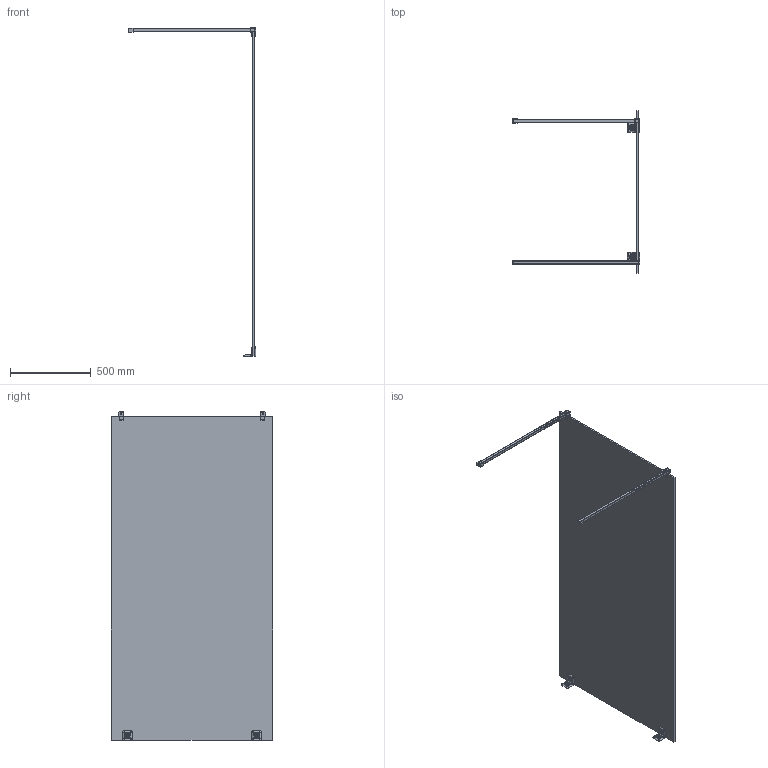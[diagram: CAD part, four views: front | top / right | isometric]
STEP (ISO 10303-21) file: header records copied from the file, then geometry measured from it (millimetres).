
FILE_DESCRIPTION(/* description */ (''),/* implementation_level */ '2;1');
FILE_NAME(/* name */ 'GLASS LINE GK-011A-3D.stp',/* time_stamp */ '2019-11-06T11:57:37+03:00',/* author */ ('ChechurovS'),/* organization */ (''),/* preprocessor_version */ 'ST-DEVELOPER v15.2',/* originating_system */ 'Autodesk Inventor 2014',/* authorisation */ '');
FILE_SCHEMA (('CONFIG_CONTROL_DESIGN'));
Length unit declared in the file: millimetre
Products named in the file (1): GLASS LINE GK-011A-3D
Bounding box: 787.5 x 1000 x 2032.1 mm (x, y, z)
Volume: 20356480.4 mm3; surface area: 4338822 mm2
Topology: 3 solids, 9 shells, 504 faces, 1316 edges, 854 vertices
Faces by surface type: plane 252, cylinder 152, cone 50, torus 34, sphere 12, bspline 4
Full cylindrical faces by diameter (mm): 4.2 x12, 4.917 x2, 5.2 x2, 5.387 x2, 6 x2, 11 x2, 11.3 x2, 13 x6, 16 x2, 18.8 x4, 19 x4, 25 x4, 28 x4
Entity records: 16280 total; most frequent: CARTESIAN_POINT 3563, DIRECTION 2554, ORIENTED_EDGE 2420, EDGE_CURVE 1208, AXIS2_PLACEMENT_3D 955, VERTEX_POINT 826, EDGE_LOOP 680, LINE 644
